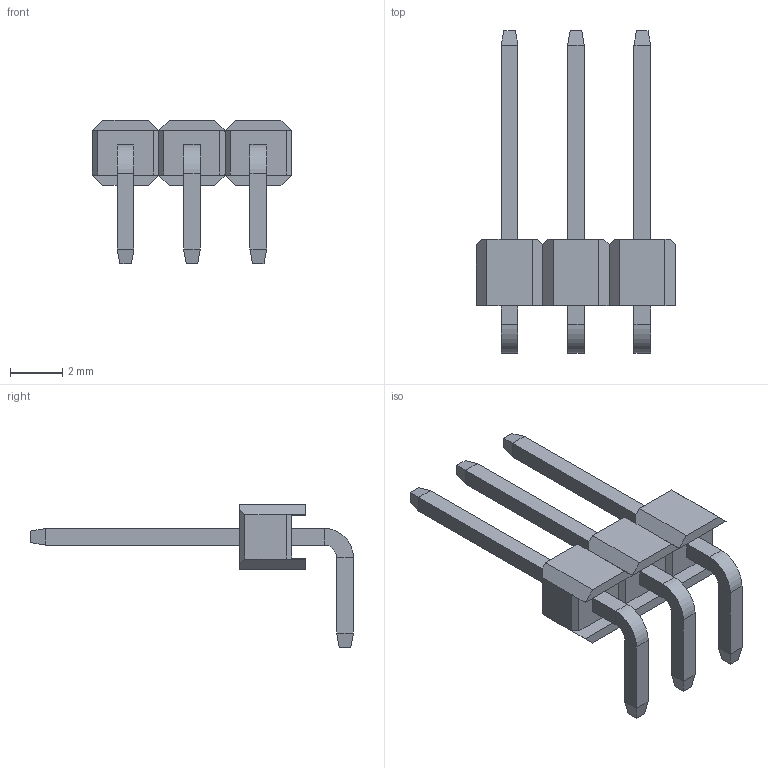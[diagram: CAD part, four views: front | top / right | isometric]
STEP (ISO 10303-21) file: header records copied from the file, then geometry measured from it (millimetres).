
FILE_DESCRIPTION (( 'STEP AP214' ), '1' );
FILE_NAME ('1x3 Male Pin Header Angle.STEP', '2021-11-12T11:45:20', ( 'M.B.I.' ), ( '' ), 'SwSTEP 2.0', '', '' );
FILE_SCHEMA (( 'AUTOMOTIVE_DESIGN' ));
Length unit declared in the file: millimetre
Products named in the file (1): 1x3 Male Pin Header Angle
Bounding box: 7.62 x 12.36 x 5.5 mm (x, y, z)
Volume: 55.3 mm3; surface area: 230.8 mm2
Topology: 4 solids, 4 shells, 146 faces, 356 edges, 218 vertices
Faces by surface type: plane 140, cylinder 6
Entity records: 4201 total; most frequent: CARTESIAN_POINT 721, ORIENTED_EDGE 712, DIRECTION 662, EDGE_CURVE 356, VECTOR 344, LINE 344, VERTEX_POINT 218, AXIS2_PLACEMENT_3D 159
